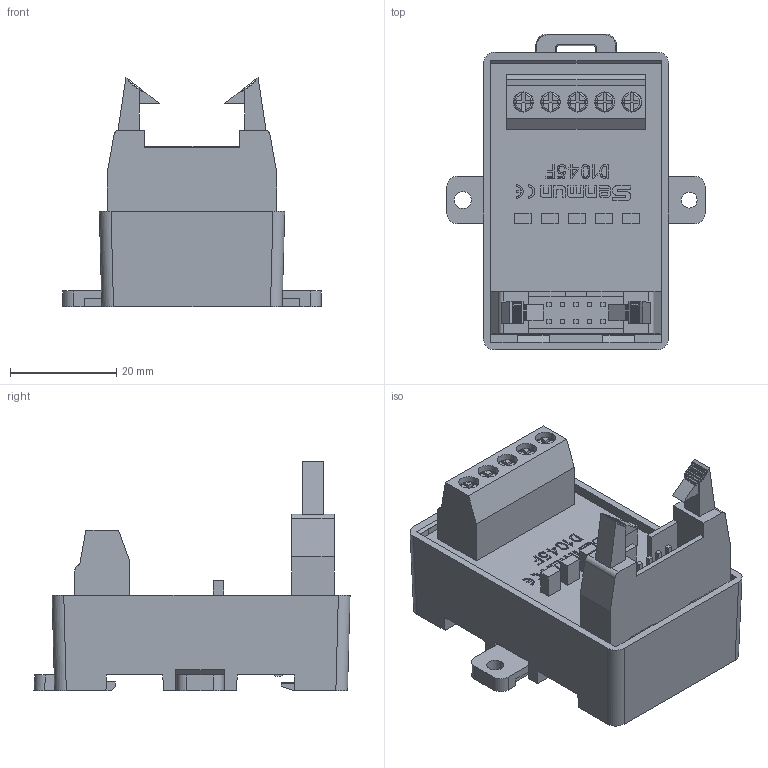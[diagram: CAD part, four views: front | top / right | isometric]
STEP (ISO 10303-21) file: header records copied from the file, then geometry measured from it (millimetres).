
FILE_DESCRIPTION(/* description */ (''),/* implementation_level */ '2;1');
FILE_NAME(/* name */ 'D1045F-E.stp',/* time_stamp */ '2024-08-09T13:46:31+08:00',/* author */ (''),/* organization */ (''),/* preprocessor_version */ 'ST-DEVELOPER v14',/* originating_system */ 'SIEMENS PLM Software NX 8.0',/* authorisation */ '');
FILE_SCHEMA (('AUTOMOTIVE_DESIGN { 1 0 10303 214 3 1 1 1 }'));
Length unit declared in the file: millimetre
Products named in the file (1): D1045F-E 3D_stp
Bounding box: 48.6 x 59.51 x 43.25 mm (x, y, z)
Volume: 35293.1 mm3; surface area: 13343.6 mm2
Topology: 3 solids, 8 shells, 744 faces, 1923 edges, 1256 vertices
Faces by surface type: plane 645, cylinder 69, bspline 10, torus 10, extrusion 10
Full cylindrical faces by diameter (mm): 3 x1, 3.2 x1, 3.8 x5
Entity records: 24902 total; most frequent: CARTESIAN_POINT 5526, ORIENTED_EDGE 3828, DIRECTION 3468, EDGE_CURVE 1914, VECTOR 1710, LINE 1700, VERTEX_POINT 1256, AXIS2_PLACEMENT_3D 879
